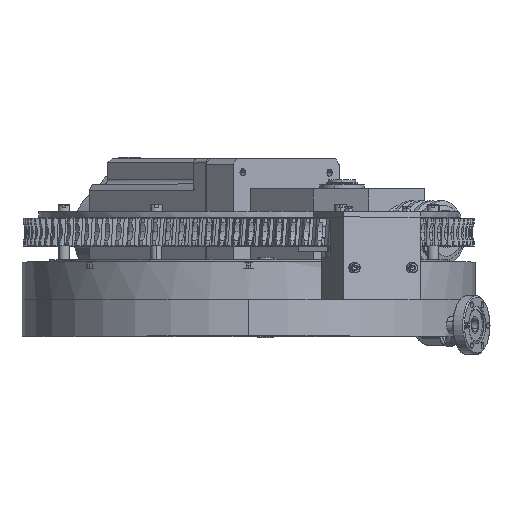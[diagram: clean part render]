
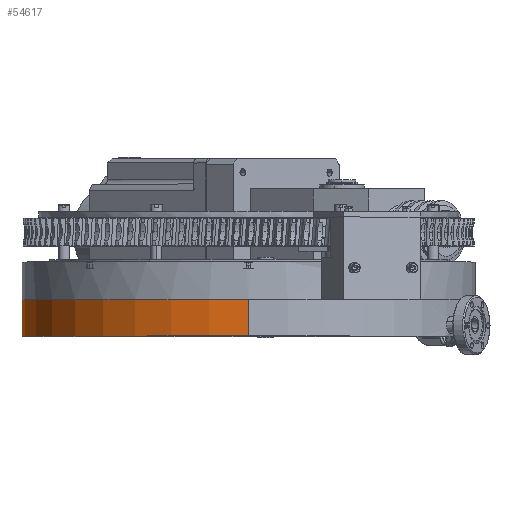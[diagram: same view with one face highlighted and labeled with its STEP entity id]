
A CAD part, top view. The second image highlights one B-rep face of the part: STEP entity #54617.
In plain terms, the highlighted cylindrical face has radius 130.175 mm (diameter 260.35 mm), a partial arc.
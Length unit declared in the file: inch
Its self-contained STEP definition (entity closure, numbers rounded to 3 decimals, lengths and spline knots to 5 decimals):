
#2380 = EDGE_CURVE ( 'NONE', #185072, #185184, #38589, .T. ) ;
#2610 = EDGE_CURVE ( 'NONE', #185194, #67846, #39156, .T. ) ;
#3037 = EDGE_CURVE ( 'NONE', #67846, #185184, #73512, .T. ) ;
#3039 = EDGE_CURVE ( 'NONE', #185194, #185072, #73505, .T. ) ;
#16202 = EDGE_LOOP ( 'NONE', ( #178509, #178505, #178496, #178491 ) ) ;
#38589 = CIRCLE ( 'NONE', #192545, 5.125 ) ;
#39156 = CIRCLE ( 'NONE', #192647, 5.125 ) ;
#54617 = ADVANCED_FACE ( 'NONE', ( #186004 ), #186006, .T. ) ;
#62764 = CARTESIAN_POINT ( 'NONE',  ( 0., 0.825, 5.125 ) ) ;
#62767 = DIRECTION ( 'NONE',  ( 0., -1., 0. ) ) ;
#62769 = CARTESIAN_POINT ( 'NONE',  ( 0., 0.825, -5.125 ) ) ;
#62772 = DIRECTION ( 'NONE',  ( 0., -1., 0. ) ) ;
#67846 = VERTEX_POINT ( 'NONE', #127496 ) ;
#73505 = LINE ( 'NONE', #62769, #73521 ) ;
#73512 = LINE ( 'NONE', #62764, #73516 ) ;
#73516 = VECTOR ( 'NONE', #62767, 39.37008 ) ;
#73521 = VECTOR ( 'NONE', #62772, 39.37008 ) ;
#78831 = CARTESIAN_POINT ( 'NONE',  ( 0., 0., 0. ) ) ;
#78847 = DIRECTION ( 'NONE',  ( 0., 1., 0. ) ) ;
#78849 = DIRECTION ( 'NONE',  ( 0., 0., 1. ) ) ;
#79845 = CARTESIAN_POINT ( 'NONE',  ( 0., 0.825, 0. ) ) ;
#79876 = DIRECTION ( 'NONE',  ( 0., 1., 0. ) ) ;
#79878 = DIRECTION ( 'NONE',  ( 0., 0., 1. ) ) ;
#127496 = CARTESIAN_POINT ( 'NONE',  ( 0., 0.825, 5.125 ) ) ;
#163122 = AXIS2_PLACEMENT_3D ( 'NONE', #192278, #192267, #192266 ) ;
#178491 = ORIENTED_EDGE ( 'NONE', *, *, #2380, .T. ) ;
#178496 = ORIENTED_EDGE ( 'NONE', *, *, #3039, .T. ) ;
#178505 = ORIENTED_EDGE ( 'NONE', *, *, #2610, .F. ) ;
#178509 = ORIENTED_EDGE ( 'NONE', *, *, #3037, .F. ) ;
#185072 = VERTEX_POINT ( 'NONE', #186041 ) ;
#185184 = VERTEX_POINT ( 'NONE', #186235 ) ;
#185194 = VERTEX_POINT ( 'NONE', #186252 ) ;
#186004 = FACE_OUTER_BOUND ( 'NONE', #16202, .T. ) ;
#186006 = CYLINDRICAL_SURFACE ( 'NONE', #163122, 5.125 ) ;
#186041 = CARTESIAN_POINT ( 'NONE',  ( 0., 0., -5.125 ) ) ;
#186235 = CARTESIAN_POINT ( 'NONE',  ( 0., 0., 5.125 ) ) ;
#186252 = CARTESIAN_POINT ( 'NONE',  ( 0., 0.825, -5.125 ) ) ;
#192266 = DIRECTION ( 'NONE',  ( 0., 0., -1. ) ) ;
#192267 = DIRECTION ( 'NONE',  ( 0., -1., 0. ) ) ;
#192278 = CARTESIAN_POINT ( 'NONE',  ( 0., 0.825, 0. ) ) ;
#192545 = AXIS2_PLACEMENT_3D ( 'NONE', #78831, #78847, #78849 ) ;
#192647 = AXIS2_PLACEMENT_3D ( 'NONE', #79845, #79876, #79878 ) ;
